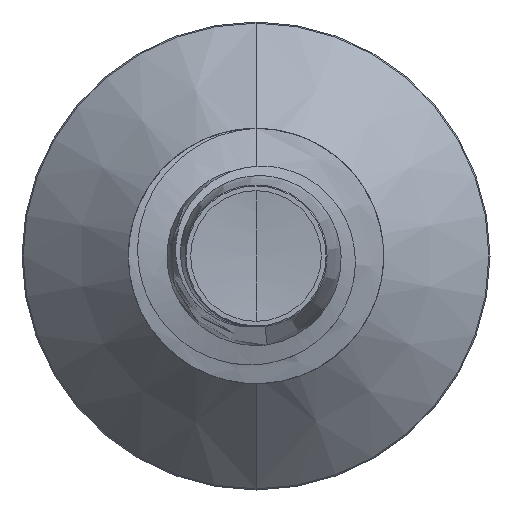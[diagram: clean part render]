
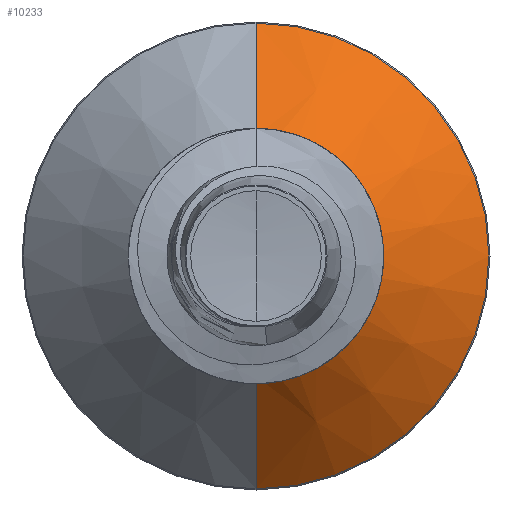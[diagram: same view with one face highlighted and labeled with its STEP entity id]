
A CAD part, front view. The second image highlights one B-rep face of the part: STEP entity #10233.
In plain terms, the highlighted conical face has half-angle 45 degrees and reference radius 1.414 mm.
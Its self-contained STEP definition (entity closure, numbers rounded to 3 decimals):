
#320 = CARTESIAN_POINT ( 'NONE',  ( 0., 14.437, 2.737 ) ) ;
#2323 = EDGE_CURVE ( 'NONE', #18330, #18374, #3744, .T. ) ;
#3744 = LINE ( 'NONE', #9100, #9854 ) ;
#4059 = VERTEX_POINT ( 'NONE', #17621 ) ;
#5609 = EDGE_CURVE ( 'NONE', #4059, #18224, #20873, .T. ) ;
#6837 = ORIENTED_EDGE ( 'NONE', *, *, #20708, .F. ) ;
#7434 = CARTESIAN_POINT ( 'NONE',  ( 0., 13.114, 0. ) ) ;
#8610 = CARTESIAN_POINT ( 'NONE',  ( 0., 13.114, 0. ) ) ;
#9073 = DIRECTION ( 'NONE',  ( 0., 0.707, -0.707 ) ) ;
#9100 = CARTESIAN_POINT ( 'NONE',  ( 0., 13.114, -1.414 ) ) ;
#9526 = DIRECTION ( 'NONE',  ( 0., 0., 1. ) ) ;
#9854 = VECTOR ( 'NONE', #9073, 1000. ) ;
#10233 = ADVANCED_FACE ( 'NONE', ( #19569 ), #23326, .T. ) ;
#10335 = CARTESIAN_POINT ( 'NONE',  ( 0., 14.437, 0. ) ) ;
#10495 = EDGE_LOOP ( 'NONE', ( #19164, #18815, #6837, #14471 ) ) ;
#12275 = DIRECTION ( 'NONE',  ( 0., 0., 1. ) ) ;
#13340 = CARTESIAN_POINT ( 'NONE',  ( 0., 14.437, -2.737 ) ) ;
#14471 = ORIENTED_EDGE ( 'NONE', *, *, #5609, .F. ) ;
#16671 = DIRECTION ( 'NONE',  ( 0., 0.707, 0.707 ) ) ;
#16719 = CARTESIAN_POINT ( 'NONE',  ( 0., 13.114, 1.414 ) ) ;
#16728 = CARTESIAN_POINT ( 'NONE',  ( 0., 13.114, -1.414 ) ) ;
#17621 = CARTESIAN_POINT ( 'NONE',  ( 0., 13.114, 1.414 ) ) ;
#18224 = VERTEX_POINT ( 'NONE', #320 ) ;
#18330 = VERTEX_POINT ( 'NONE', #16728 ) ;
#18374 = VERTEX_POINT ( 'NONE', #13340 ) ;
#18538 = EDGE_CURVE ( 'NONE', #4059, #18330, #21104, .T. ) ;
#18815 = ORIENTED_EDGE ( 'NONE', *, *, #2323, .T. ) ;
#19164 = ORIENTED_EDGE ( 'NONE', *, *, #18538, .T. ) ;
#19569 = FACE_OUTER_BOUND ( 'NONE', #10495, .T. ) ;
#19838 = VECTOR ( 'NONE', #16671, 1000. ) ;
#20193 = DIRECTION ( 'NONE',  ( 0., 1., 0. ) ) ;
#20708 = EDGE_CURVE ( 'NONE', #18224, #18374, #21325, .T. ) ;
#20873 = LINE ( 'NONE', #16719, #19838 ) ;
#21067 = DIRECTION ( 'NONE',  ( 0., 1., 0. ) ) ;
#21104 = CIRCLE ( 'NONE', #22315, 1.414 ) ;
#21325 = CIRCLE ( 'NONE', #21974, 2.737 ) ;
#21824 = AXIS2_PLACEMENT_3D ( 'NONE', #8610, #21067, #22345 ) ;
#21974 = AXIS2_PLACEMENT_3D ( 'NONE', #10335, #22268, #12275 ) ;
#22268 = DIRECTION ( 'NONE',  ( 0., 1., 0. ) ) ;
#22315 = AXIS2_PLACEMENT_3D ( 'NONE', #7434, #20193, #9526 ) ;
#22345 = DIRECTION ( 'NONE',  ( 0., 0., 1. ) ) ;
#23326 = CONICAL_SURFACE ( 'NONE', #21824, 1.414, 0.785 ) ;
